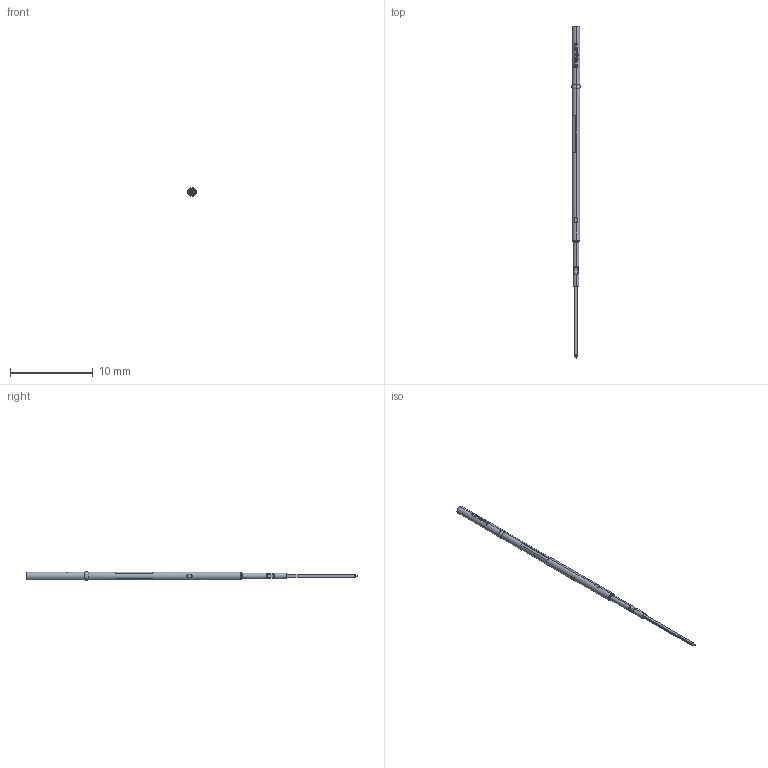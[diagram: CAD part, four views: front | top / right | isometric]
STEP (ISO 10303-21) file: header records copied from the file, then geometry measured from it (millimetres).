
FILE_DESCRIPTION (( 'STEP AP203' ), '1' );
FILE_NAME ('INGUN_KS-550_47_E08.STEP', '2022-02-09T05:22:55', ( 'ochi' ), ( '' ), 'SwSTEP 2.0', 'SolidWorks 2018', '' );
FILE_SCHEMA (( 'CONFIG_CONTROL_DESIGN' ));
Length unit declared in the file: millimetre
Products named in the file (1): INGUN_KS-550_47_E08
Bounding box: 1.03 x 40.2 x 1.04 mm (x, y, z)
Volume: 21.6 mm3; surface area: 102.2 mm2
Topology: 1 solids, 1 shells, 135 faces, 362 edges, 238 vertices
Faces by surface type: plane 64, cylinder 41, bspline 22, torus 6, cone 2
Entity records: 4721 total; most frequent: CARTESIAN_POINT 1458, ORIENTED_EDGE 724, DIRECTION 578, EDGE_CURVE 362, VERTEX_POINT 238, AXIS2_PLACEMENT_3D 218, EDGE_LOOP 144, LINE 142
